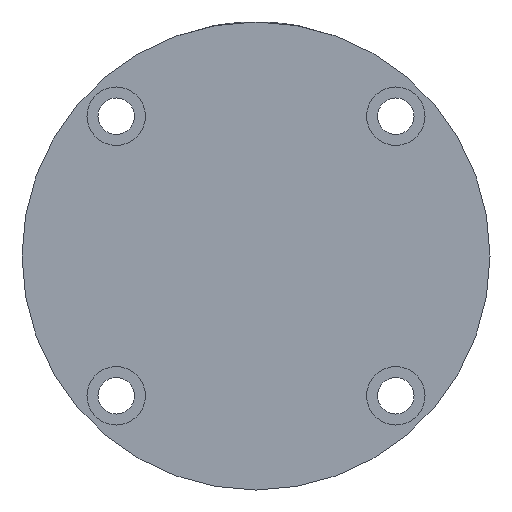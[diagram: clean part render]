
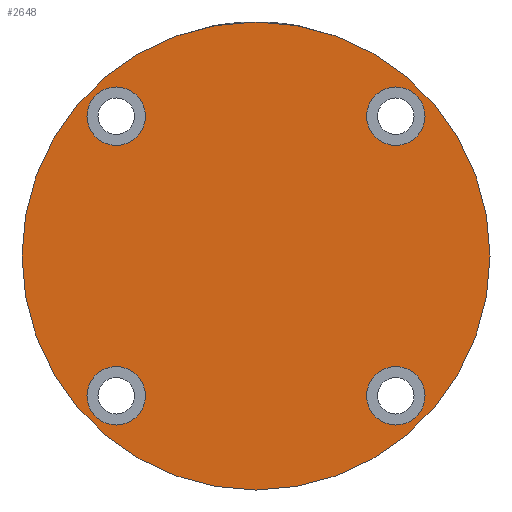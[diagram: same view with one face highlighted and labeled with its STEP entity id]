
A CAD part, left-side view. The second image highlights one B-rep face of the part: STEP entity #2648.
In plain terms, the highlighted face is planar.
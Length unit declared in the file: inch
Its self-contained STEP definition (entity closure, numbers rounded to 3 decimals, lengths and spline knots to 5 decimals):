
#28 = ORIENTED_EDGE ( 'NONE', *, *, #4324, .F. ) ;
#70 = VERTEX_POINT ( 'NONE', #2947 ) ;
#139 = CIRCLE ( 'NONE', #2422, 0.125 ) ;
#171 = EDGE_LOOP ( 'NONE', ( #3396, #206 ) ) ;
#190 = AXIS2_PLACEMENT_3D ( 'NONE', #2951, #787, #3289 ) ;
#206 = ORIENTED_EDGE ( 'NONE', *, *, #1771, .F. ) ;
#226 = VERTEX_POINT ( 'NONE', #346 ) ;
#243 = DIRECTION ( 'NONE',  ( 0., 0., -1. ) ) ;
#278 = AXIS2_PLACEMENT_3D ( 'NONE', #3132, #1254, #3733 ) ;
#346 = CARTESIAN_POINT ( 'NONE',  ( 0.59751, 0.5, -0.72251 ) ) ;
#353 = DIRECTION ( 'NONE',  ( 0., 0., 1. ) ) ;
#404 = EDGE_CURVE ( 'NONE', #226, #1227, #2364, .T. ) ;
#462 = CIRCLE ( 'NONE', #4419, 0.125 ) ;
#525 = AXIS2_PLACEMENT_3D ( 'NONE', #3482, #1372, #3851 ) ;
#582 = VERTEX_POINT ( 'NONE', #1433 ) ;
#609 = CIRCLE ( 'NONE', #906, 0.125 ) ;
#787 = DIRECTION ( 'NONE',  ( 0., 1., 0. ) ) ;
#809 = VERTEX_POINT ( 'NONE', #1681 ) ;
#867 = CARTESIAN_POINT ( 'NONE',  ( -0.59751, 0.5, 0.59751 ) ) ;
#906 = AXIS2_PLACEMENT_3D ( 'NONE', #2546, #2506, #353 ) ;
#937 = CARTESIAN_POINT ( 'NONE',  ( 0., 0.5, 0. ) ) ;
#948 = ORIENTED_EDGE ( 'NONE', *, *, #1710, .T. ) ;
#950 = DIRECTION ( 'NONE',  ( 0., 1., 0. ) ) ;
#1032 = EDGE_CURVE ( 'NONE', #809, #2909, #3746, .T. ) ;
#1105 = CARTESIAN_POINT ( 'NONE',  ( 0., 0.5, -1. ) ) ;
#1116 = ORIENTED_EDGE ( 'NONE', *, *, #2353, .F. ) ;
#1217 = DIRECTION ( 'NONE',  ( 0., 1., 0. ) ) ;
#1221 = EDGE_LOOP ( 'NONE', ( #3340, #1689 ) ) ;
#1227 = VERTEX_POINT ( 'NONE', #3043 ) ;
#1243 = DIRECTION ( 'NONE',  ( 0., 0., 1. ) ) ;
#1254 = DIRECTION ( 'NONE',  ( 0., 1., 0. ) ) ;
#1295 = CARTESIAN_POINT ( 'NONE',  ( -0.59751, 0.5, -0.59751 ) ) ;
#1342 = CARTESIAN_POINT ( 'NONE',  ( 0., 0.5, 1. ) ) ;
#1372 = DIRECTION ( 'NONE',  ( 0., 1., 0. ) ) ;
#1380 = DIRECTION ( 'NONE',  ( 0., 1., 0. ) ) ;
#1412 = CARTESIAN_POINT ( 'NONE',  ( 0., 0.5, 0. ) ) ;
#1414 = VERTEX_POINT ( 'NONE', #1342 ) ;
#1433 = CARTESIAN_POINT ( 'NONE',  ( -0.59751, 0.5, -0.72251 ) ) ;
#1461 = ORIENTED_EDGE ( 'NONE', *, *, #4200, .F. ) ;
#1498 = VERTEX_POINT ( 'NONE', #4077 ) ;
#1650 = DIRECTION ( 'NONE',  ( 0., 0., 1. ) ) ;
#1681 = CARTESIAN_POINT ( 'NONE',  ( -0.59751, 0.5, 0.72251 ) ) ;
#1689 = ORIENTED_EDGE ( 'NONE', *, *, #404, .F. ) ;
#1707 = FACE_BOUND ( 'NONE', #171, .T. ) ;
#1710 = EDGE_CURVE ( 'NONE', #3543, #1414, #2638, .T. ) ;
#1756 = AXIS2_PLACEMENT_3D ( 'NONE', #1295, #3774, #1650 ) ;
#1771 = EDGE_CURVE ( 'NONE', #2628, #1498, #609, .T. ) ;
#1773 = DIRECTION ( 'NONE',  ( 0., 0., 1. ) ) ;
#1827 = CIRCLE ( 'NONE', #4272, 0.125 ) ;
#1854 = ORIENTED_EDGE ( 'NONE', *, *, #1032, .F. ) ;
#2083 = EDGE_LOOP ( 'NONE', ( #3500, #948 ) ) ;
#2240 = EDGE_LOOP ( 'NONE', ( #1461, #28 ) ) ;
#2251 = EDGE_CURVE ( 'NONE', #1227, #226, #139, .T. ) ;
#2353 = EDGE_CURVE ( 'NONE', #2909, #809, #1827, .T. ) ;
#2364 = CIRCLE ( 'NONE', #525, 0.125 ) ;
#2391 = DIRECTION ( 'NONE',  ( 0., -1., 0. ) ) ;
#2422 = AXIS2_PLACEMENT_3D ( 'NONE', #3347, #1217, #3705 ) ;
#2506 = DIRECTION ( 'NONE',  ( 0., 1., 0. ) ) ;
#2543 = CIRCLE ( 'NONE', #4093, 0.125 ) ;
#2546 = CARTESIAN_POINT ( 'NONE',  ( 0.59751, 0.5, 0.59751 ) ) ;
#2568 = EDGE_CURVE ( 'NONE', #1498, #2628, #462, .T. ) ;
#2616 = CIRCLE ( 'NONE', #1756, 0.125 ) ;
#2628 = VERTEX_POINT ( 'NONE', #2743 ) ;
#2638 = CIRCLE ( 'NONE', #190, 1. ) ;
#2648 = ADVANCED_FACE ( 'PLANAR_0', ( #4505, #4382, #1707, #3583, #3254 ), #4462, .F. ) ;
#2743 = CARTESIAN_POINT ( 'NONE',  ( 0.59751, 0.5, 0.47251 ) ) ;
#2882 = CARTESIAN_POINT ( 'NONE',  ( -0.59751, 0.5, 0.47251 ) ) ;
#2909 = VERTEX_POINT ( 'NONE', #2882 ) ;
#2947 = CARTESIAN_POINT ( 'NONE',  ( -0.59751, 0.5, -0.47251 ) ) ;
#2951 = CARTESIAN_POINT ( 'NONE',  ( 0., 0.5, 0. ) ) ;
#3043 = CARTESIAN_POINT ( 'NONE',  ( 0.59751, 0.5, -0.47251 ) ) ;
#3099 = CARTESIAN_POINT ( 'NONE',  ( -0.59751, 0.5, -0.59751 ) ) ;
#3132 = CARTESIAN_POINT ( 'NONE',  ( -0.59751, 0.5, 0.59751 ) ) ;
#3164 = AXIS2_PLACEMENT_3D ( 'NONE', #1412, #3893, #1773 ) ;
#3184 = AXIS2_PLACEMENT_3D ( 'NONE', #937, #2391, #243 ) ;
#3254 = FACE_OUTER_BOUND ( 'NONE', #2083, .T. ) ;
#3289 = DIRECTION ( 'NONE',  ( 0., 0., 1. ) ) ;
#3340 = ORIENTED_EDGE ( 'NONE', *, *, #2251, .F. ) ;
#3347 = CARTESIAN_POINT ( 'NONE',  ( 0.59751, 0.5, -0.59751 ) ) ;
#3362 = DIRECTION ( 'NONE',  ( 0., 1., 0. ) ) ;
#3385 = EDGE_CURVE ( 'NONE', #1414, #3543, #4539, .T. ) ;
#3396 = ORIENTED_EDGE ( 'NONE', *, *, #2568, .F. ) ;
#3431 = DIRECTION ( 'NONE',  ( 0., 0., 1. ) ) ;
#3482 = CARTESIAN_POINT ( 'NONE',  ( 0.59751, 0.5, -0.59751 ) ) ;
#3487 = CARTESIAN_POINT ( 'NONE',  ( 0.59751, 0.5, 0.59751 ) ) ;
#3500 = ORIENTED_EDGE ( 'NONE', *, *, #3385, .T. ) ;
#3543 = VERTEX_POINT ( 'NONE', #1105 ) ;
#3583 = FACE_BOUND ( 'NONE', #4042, .T. ) ;
#3705 = DIRECTION ( 'NONE',  ( 0., 0., 1. ) ) ;
#3733 = DIRECTION ( 'NONE',  ( 0., 0., 1. ) ) ;
#3746 = CIRCLE ( 'NONE', #278, 0.125 ) ;
#3774 = DIRECTION ( 'NONE',  ( 0., 1., 0. ) ) ;
#3851 = DIRECTION ( 'NONE',  ( 0., 0., 1. ) ) ;
#3859 = DIRECTION ( 'NONE',  ( 0., 0., 1. ) ) ;
#3893 = DIRECTION ( 'NONE',  ( 0., 1., 0. ) ) ;
#4042 = EDGE_LOOP ( 'NONE', ( #1854, #1116 ) ) ;
#4077 = CARTESIAN_POINT ( 'NONE',  ( 0.59751, 0.5, 0.72251 ) ) ;
#4093 = AXIS2_PLACEMENT_3D ( 'NONE', #3099, #950, #3431 ) ;
#4200 = EDGE_CURVE ( 'NONE', #70, #582, #2616, .T. ) ;
#4272 = AXIS2_PLACEMENT_3D ( 'NONE', #867, #3362, #1243 ) ;
#4324 = EDGE_CURVE ( 'NONE', #582, #70, #2543, .T. ) ;
#4382 = FACE_BOUND ( 'NONE', #1221, .T. ) ;
#4419 = AXIS2_PLACEMENT_3D ( 'NONE', #3487, #1380, #3859 ) ;
#4462 = PLANE ( 'NONE',  #3184 ) ;
#4505 = FACE_BOUND ( 'NONE', #2240, .T. ) ;
#4539 = CIRCLE ( 'NONE', #3164, 1. ) ;
